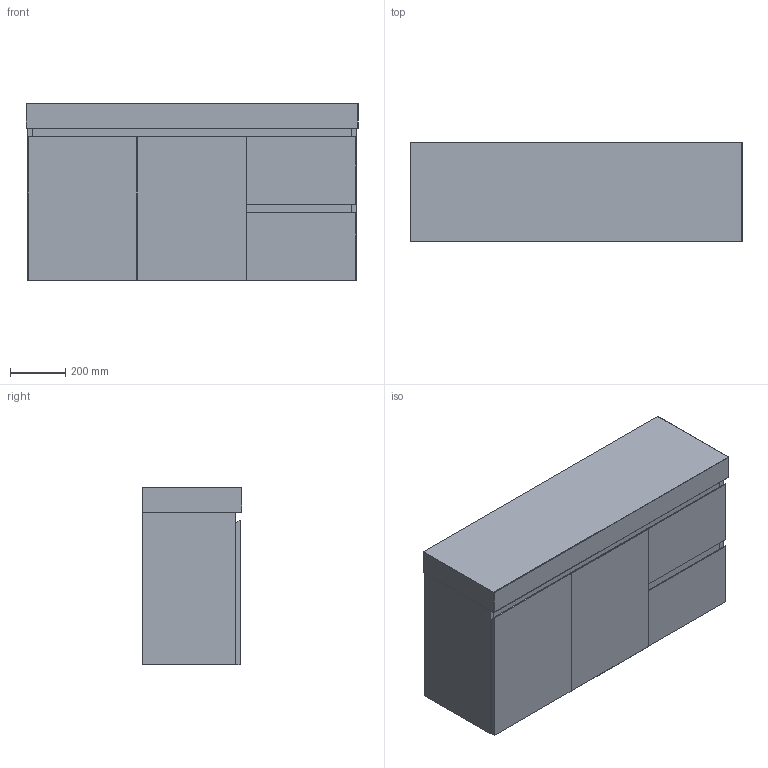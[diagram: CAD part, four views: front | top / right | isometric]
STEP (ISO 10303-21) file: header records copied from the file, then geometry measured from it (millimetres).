
FILE_DESCRIPTION(/* description */ (''),/* implementation_level */ '2;1');
FILE_NAME(/* name */ 'Domaine Ensuite (Wall Hung) 1200 (90MM)',/* time_stamp */ '2025-07-09T14:49:17+10:00',/* author */ (''),/* organization */ (''),/* preprocessor_version */ 'ST-DEVELOPER v16.5',/* originating_system */ '',/* authorisation */ '');
FILE_SCHEMA (('AUTOMOTIVE_DESIGN'));
Length unit declared in the file: millimetre
Products named in the file (6): Document; Domaine Ensuite (Wall Hung) 1200 (90MM); Blank Ensuite Benchtops (Domaine) ALL8910; 1200 Ensuite (90mm)23; Domaine Ensuite WH ALL7; Domaine Ensuite 1200 WH56
Assembly tree (5 placements, depth 4):
  Document
    Domaine Ensuite (Wall Hung) 1200 (90MM)
      Blank Ensuite Benchtops (Domaine) ALL8910
        1200 Ensuite (90mm)23
      Domaine Ensuite WH ALL7
        Domaine Ensuite 1200 WH56
Bounding box: 1200 x 360 x 640 mm (x, y, z)
Volume: 49205507.7 mm3; surface area: 6139673.3 mm2
Topology: 9 solids, 9 shells, 82 faces, 177 edges, 110 vertices
Faces by surface type: plane 68, cylinder 10, bspline 4
Entity records: 2366 total; most frequent: CARTESIAN_POINT 747, ORIENTED_EDGE 346, EDGE_CURVE 173, B_SPLINE_CURVE_WITH_KNOTS 157, VERTEX_POINT 110, DIRECTION 104, AXIS2_PLACEMENT_3D 91, EDGE_LOOP 83
